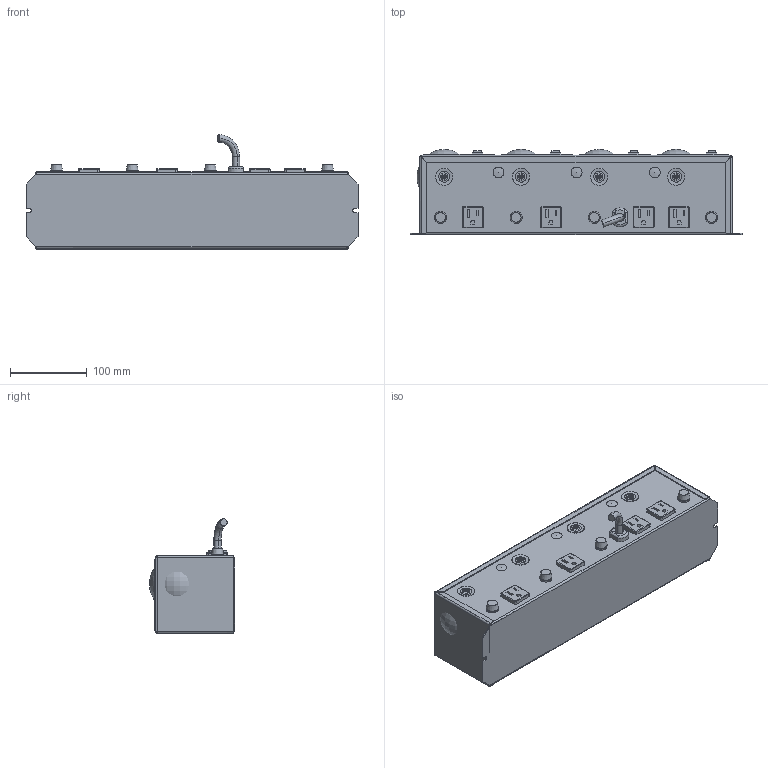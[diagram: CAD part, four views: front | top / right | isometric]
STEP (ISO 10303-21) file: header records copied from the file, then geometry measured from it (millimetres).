
FILE_DESCRIPTION (( 'STEP AP214' ), '1' );
FILE_NAME ('pn 121-000-2110_model FC-200-Q_120V.STEP', '2026-02-11T22:54:50', ( '' ), ( '' ), 'SwSTEP 2.0', 'SolidWorks 2022', '' );
FILE_SCHEMA (( 'AUTOMOTIVE_DESIGN' ));
Length unit declared in the file: inch
Products named in the file (12): 104-000-0078; FC-QUAD-120V-ENCLOSURE-TOP_DEFAULT; KNOCKOUT .555_DEFAULT; OUTLET_DEFAULT; CORD_DEFAULT; 106-000-0022-FUSE-3D; FC-QUAD-120V-ENCLOSURE-BOTTOM_DEFAULT; 112-000-0057-3D_DEFAULT; SWITCH_120V_DEFAULT; pn 121-000-2110_model FC-200-Q_120V; FC-QUAD-120V-ENCLOSURE-BLANK; KNOCKOUT-.880_DEFAULT
Assembly tree (28 placements, depth 3):
  pn 121-000-2110_model FC-200-Q_120V
    FC-QUAD-120V-ENCLOSURE-BLANK
      FC-QUAD-120V-ENCLOSURE-BOTTOM_DEFAULT
      FC-QUAD-120V-ENCLOSURE-TOP_DEFAULT
    SWITCH_120V_DEFAULT  x4
    104-000-0078  x4
    KNOCKOUT-.880_DEFAULT  x4
    KNOCKOUT .555_DEFAULT  x3
    OUTLET_DEFAULT  x4
    112-000-0057-3D_DEFAULT
    CORD_DEFAULT
    106-000-0022-FUSE-3D  x4
Bounding box: 431.8 x 110.73 x 149.01 mm (x, y, z)
Volume: 1068192 mm3; surface area: 527694 mm2
Topology: 32 solids, 32 shells, 2917 faces, 7564 edges, 5024 vertices
Faces by surface type: plane 2049, cylinder 441, bspline 376, torus 43, cone 8
Full cylindrical faces by diameter (mm): 0.705 x4, 3.002 x4, 3.554 x4, 12.7 x4, 14.097 x3, 15.494 x4, 22.377 x4
Entity records: 32151 total; most frequent: CARTESIAN_POINT 10679, ORIENTED_EDGE 4264, DIRECTION 3744, EDGE_CURVE 2132, VECTOR 1590, LINE 1590, VERTEX_POINT 1418, AXIS2_PLACEMENT_3D 1077
